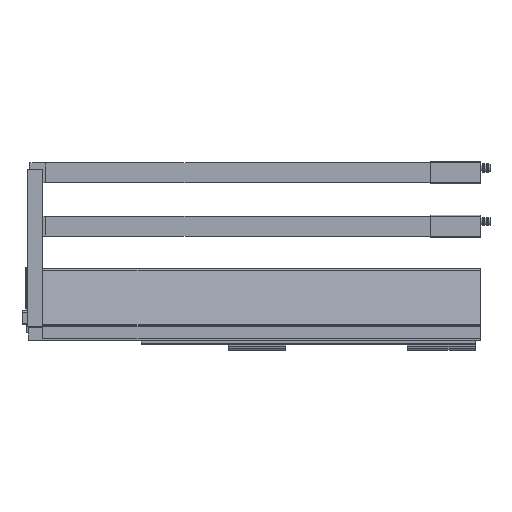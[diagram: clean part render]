
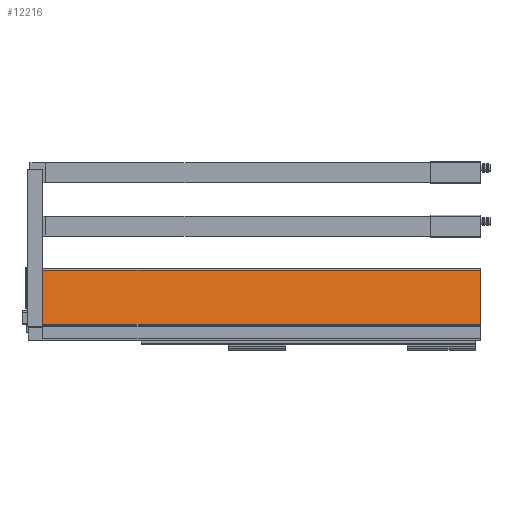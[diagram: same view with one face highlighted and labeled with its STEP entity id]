
A CAD part, top view. The second image highlights one B-rep face of the part: STEP entity #12216.
In plain terms, the highlighted planar face has unit normal (0, 0.139, 0.99).
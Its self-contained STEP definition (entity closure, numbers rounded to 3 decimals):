
#20 = EDGE_CURVE ( 'NONE', #5435, #7108, #311, .T. ) ;
#311 = LINE ( 'NONE', #1593, #884 ) ;
#581 = CARTESIAN_POINT ( 'NONE',  ( -523.5, 75.024, 25.028 ) ) ;
#588 = EDGE_CURVE ( 'NONE', #11055, #1553, #872, .T. ) ;
#872 = LINE ( 'NONE', #4147, #11111 ) ;
#884 = VECTOR ( 'NONE', #4873, 1000. ) ;
#1553 = VERTEX_POINT ( 'NONE', #10863 ) ;
#1593 = CARTESIAN_POINT ( 'NONE',  ( -523.5, 75.024, 25.028 ) ) ;
#2516 = EDGE_CURVE ( 'NONE', #7108, #11055, #8187, .T. ) ;
#3030 = ORIENTED_EDGE ( 'NONE', *, *, #11898, .T. ) ;
#3825 = CARTESIAN_POINT ( 'NONE',  ( 0., 75.024, 25.028 ) ) ;
#4147 = CARTESIAN_POINT ( 'NONE',  ( 0., 75.024, 25.028 ) ) ;
#4394 = DIRECTION ( 'NONE',  ( 1., 0., 0. ) ) ;
#4873 = DIRECTION ( 'NONE',  ( 0., 0.99, -0.139 ) ) ;
#5435 = VERTEX_POINT ( 'NONE', #9765 ) ;
#5512 = DIRECTION ( 'NONE',  ( 0., 0.139, 0.99 ) ) ;
#5677 = ORIENTED_EDGE ( 'NONE', *, *, #2516, .F. ) ;
#5686 = CARTESIAN_POINT ( 'NONE',  ( -543., 75.024, 25.028 ) ) ;
#6191 = ORIENTED_EDGE ( 'NONE', *, *, #20, .F. ) ;
#6557 = PLANE ( 'NONE',  #13542 ) ;
#7040 = ORIENTED_EDGE ( 'NONE', *, *, #588, .F. ) ;
#7108 = VERTEX_POINT ( 'NONE', #581 ) ;
#8187 = LINE ( 'NONE', #5686, #9360 ) ;
#8387 = EDGE_LOOP ( 'NONE', ( #6191, #3030, #7040, #5677 ) ) ;
#8708 = FACE_OUTER_BOUND ( 'NONE', #8387, .T. ) ;
#8846 = DIRECTION ( 'NONE',  ( 0., -0.99, 0.139 ) ) ;
#9360 = VECTOR ( 'NONE', #11172, 1000. ) ;
#9765 = CARTESIAN_POINT ( 'NONE',  ( -523.5, 10.222, 34.135 ) ) ;
#10863 = CARTESIAN_POINT ( 'NONE',  ( 0., 10.222, 34.135 ) ) ;
#11055 = VERTEX_POINT ( 'NONE', #3825 ) ;
#11111 = VECTOR ( 'NONE', #13684, 1000. ) ;
#11172 = DIRECTION ( 'NONE',  ( 1., 0., 0. ) ) ;
#11898 = EDGE_CURVE ( 'NONE', #5435, #1553, #13224, .T. ) ;
#12093 = CARTESIAN_POINT ( 'NONE',  ( 0., 10.222, 34.135 ) ) ;
#12144 = CARTESIAN_POINT ( 'NONE',  ( -543., 75.024, 25.028 ) ) ;
#12216 = ADVANCED_FACE ( 'NONE', ( #8708 ), #6557, .T. ) ;
#13224 = LINE ( 'NONE', #12093, #13302 ) ;
#13302 = VECTOR ( 'NONE', #4394, 1000. ) ;
#13542 = AXIS2_PLACEMENT_3D ( 'NONE', #12144, #5512, #8846 ) ;
#13684 = DIRECTION ( 'NONE',  ( 0., -0.99, 0.139 ) ) ;
